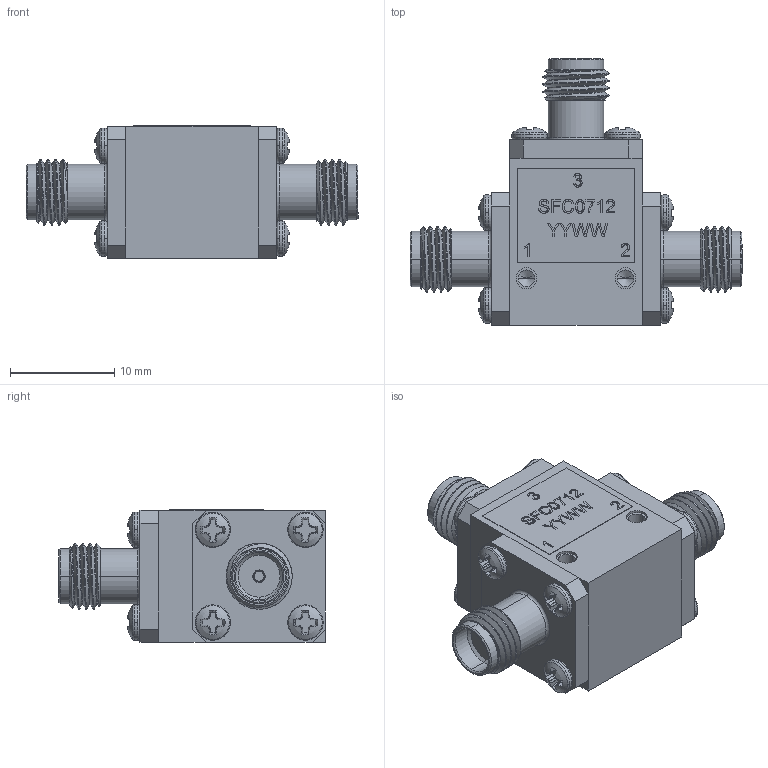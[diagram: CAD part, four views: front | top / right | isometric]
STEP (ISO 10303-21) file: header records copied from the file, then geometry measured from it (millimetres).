
FILE_DESCRIPTION (( 'STEP AP214' ), '1' );
FILE_NAME ('SFC0712_3D.step', '2024-11-22T16:58:47', ( '' ), ( '' ), 'SwSTEP 2.0', 'SolidWorks 2022', '' );
FILE_SCHEMA (( 'AUTOMOTIVE_DESIGN' ));
Length unit declared in the file: inch
Products named in the file (1): SFC0712_3D
Bounding box: 31.85 x 25.58 x 12.74 mm (x, y, z)
Volume: 3858.1 mm3; surface area: 2992 mm2
Topology: 2 solids, 17 shells, 1208 faces, 3227 edges, 2119 vertices
Faces by surface type: cylinder 478, plane 422, cone 122, bspline 120, torus 54, sphere 12
Entity records: 60818 total; most frequent: CARTESIAN_POINT 32955, ORIENTED_EDGE 6414, DIRECTION 5174, EDGE_CURVE 3207, VERTEX_POINT 2119, AXIS2_PLACEMENT_3D 1937, VECTOR 1300, LINE 1300
